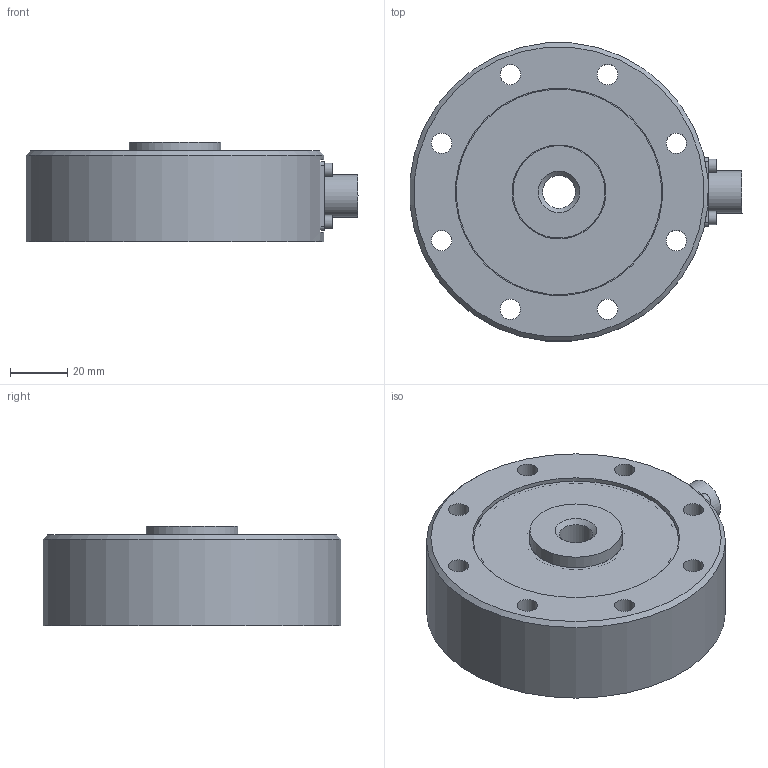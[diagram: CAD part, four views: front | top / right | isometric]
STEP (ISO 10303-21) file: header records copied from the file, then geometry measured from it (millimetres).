
FILE_DESCRIPTION((''),'2;1');
FILE_NAME('LCF450.stp','2010-10-28T16:49:32',('thomasl'),(''),'Autodesk Inventor 2008','Autodesk Inventor 2008','');
FILE_SCHEMA(('AUTOMOTIVE_DESIGN { 1 0 10303 214 1 1 1 1 }'));
Length unit declared in the file: inch
Products named in the file (2): LCF450; PART1
Assembly tree (1 placements, depth 2):
  LCF450
    PART1
Bounding box: 116.18 x 104.25 x 34.8 mm (x, y, z)
Volume: 228432.3 mm3; surface area: 50168.4 mm2
Topology: 1 solids, 7 shells, 128 faces, 273 edges, 183 vertices
Faces by surface type: plane 68, cylinder 48, bspline 10, cone 2
Full cylindrical faces by diameter (mm): 1.524 x6, 2.845 x4, 3.302 x4, 4.648 x4, 7.137 x8, 11.506 x1, 13.97 x1, 14.986 x1, 32.258 x2, 32.893 x2, 34.925 x2, 69.85 x2, 71.882 x2, 72.517 x2, 76.2 x1, 101.6 x1, 104.648 x1
Entity records: 3792 total; most frequent: CARTESIAN_POINT 1185, DIRECTION 546, ORIENTED_EDGE 396, EDGE_LOOP 238, AXIS2_PLACEMENT_3D 227, EDGE_CURVE 198, VERTEX_POINT 164, FACE_OUTER_BOUND 128
